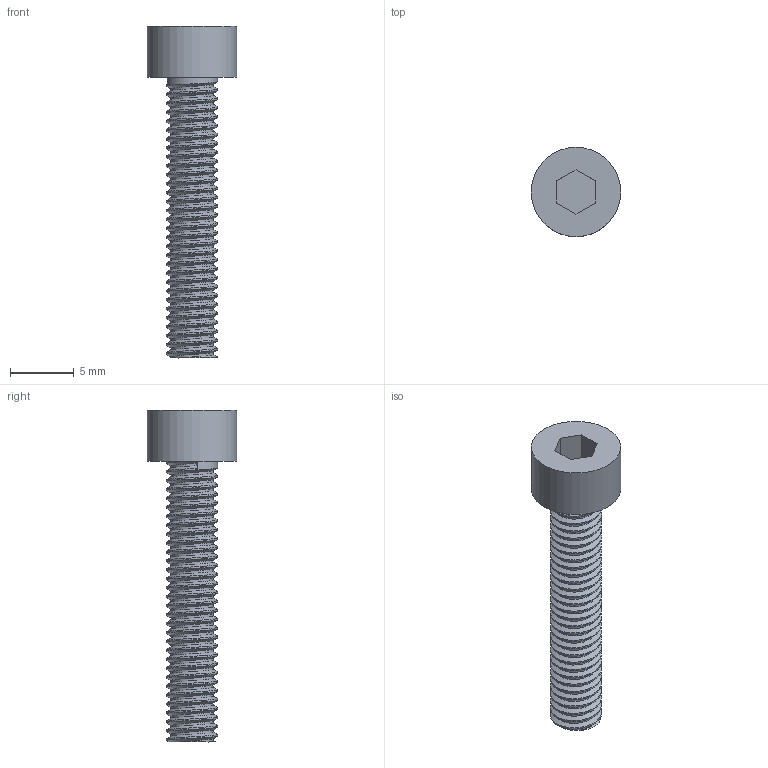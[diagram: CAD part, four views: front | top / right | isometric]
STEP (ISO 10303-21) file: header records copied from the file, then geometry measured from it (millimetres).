
FILE_DESCRIPTION(/* description */ (''),/* implementation_level */ '2;1');
FILE_NAME(/* name */ 'M4x22.stp',/* time_stamp */ '2016-10-04T19:02:27+02:00',/* author */ (''),/* organization */ (''),/* preprocessor_version */ 'ST-DEVELOPER v16',/* originating_system */ 'SIEMENS PLM Software NX 10.0',/* authorisation */ '');
FILE_SCHEMA (('AUTOMOTIVE_DESIGN { 1 0 10303 214 3 1 1 1 }'));
Length unit declared in the file: millimetre
Products named in the file (1): M4x22
Bounding box: 7 x 7 x 26 mm (x, y, z)
Volume: 389.5 mm3; surface area: 617 mm2
Topology: 1 solids, 1 shells, 17 faces, 48 edges, 44 vertices
Faces by surface type: plane 11, cylinder 3, bspline 3
Full cylindrical faces by diameter (mm): 7 x1
Entity records: 9348 total; most frequent: CARTESIAN_POINT 8863, ORIENTED_EDGE 76, DIRECTION 74, EDGE_CURVE 38, LINE 28, VECTOR 28, VERTEX_POINT 26, AXIS2_PLACEMENT_3D 23
